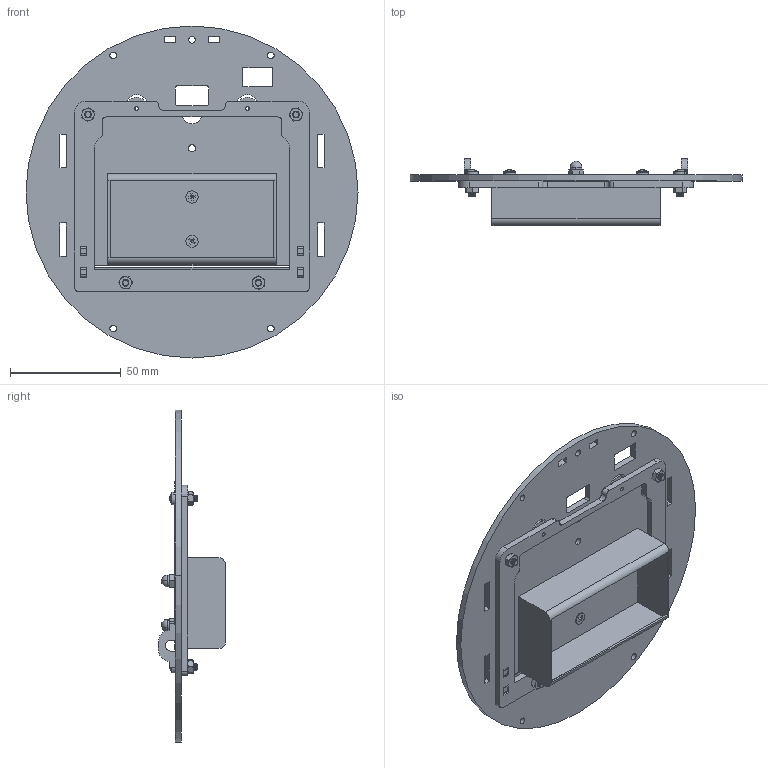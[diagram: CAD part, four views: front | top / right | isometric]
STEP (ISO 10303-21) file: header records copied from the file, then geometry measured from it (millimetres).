
FILE_DESCRIPTION (( 'STEP AP214' ), '1' );
FILE_NAME ('Buoc 13.STEP', '2018-01-27T01:50:35', ( 'Admin' ), ( 'Microsoft' ), 'SwSTEP 2.0', 'SolidWorks 2016', '' );
FILE_SCHEMA (( 'AUTOMOTIVE_DESIGN' ));
Length unit declared in the file: millimetre
Products named in the file (12): Ban le lap pin; Buoc 12; capnut m3; countersunk flat head cross recess screw_iso_ISO 7046-1 - M3 x 8 - Z - 8S; De pin sac 2 vien; Tam ga pin; Buoc 11; hex nut style 1 gradeab_iso_ISO - 4032 - M3 - D - N; pan head cross recess screw_iso_ISO 7045 - M3 x 10 - Z - 10S; Tam tren; Tam giu nap day pin; Buoc 13
Assembly tree (20 placements, depth 3):
  Buoc 13
    Buoc 11
      Tam giu nap day pin
      Tam tren
      pan head cross recess screw_iso_ISO 7045 - M3 x 10 - Z - 10S  x4
      hex nut style 1 gradeab_iso_ISO - 4032 - M3 - D - N  x4
    Buoc 12
      Tam ga pin
      De pin sac 2 vien
      countersunk flat head cross recess screw_iso_ISO 7046-1 - M3 x 8 - Z - 8S  x2
      capnut m3  x2
    Ban le lap pin  x2
Bounding box: 150 x 30.3 x 150 mm (x, y, z)
Volume: 66615 mm3; surface area: 65105.4 mm2
Topology: 18 solids, 18 shells, 1276 faces, 3312 edges, 2066 vertices
Faces by surface type: cone 546, cylinder 355, plane 337, torus 20, sphere 12, bspline 6
Entity records: 25525 total; most frequent: CARTESIAN_POINT 10137, DIRECTION 3201, ORIENTED_EDGE 2990, EDGE_CURVE 1495, AXIS2_PLACEMENT_3D 1212, VERTEX_POINT 955, VECTOR 777, LINE 777
